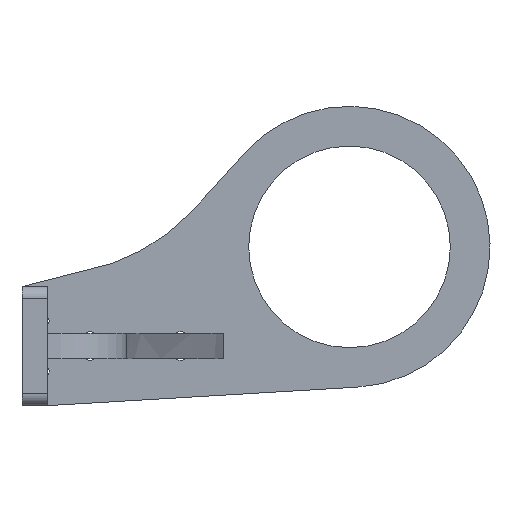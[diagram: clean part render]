
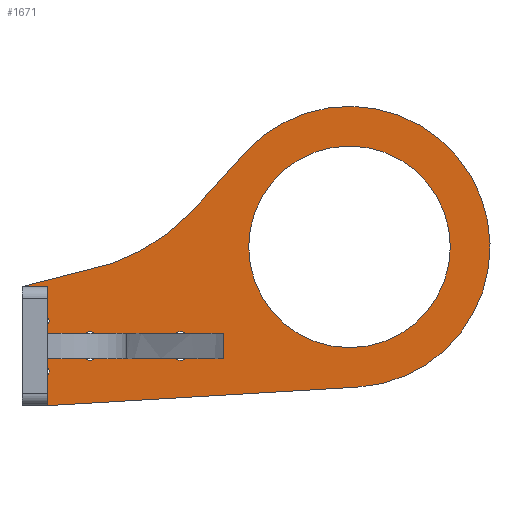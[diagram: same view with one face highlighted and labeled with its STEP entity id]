
A CAD part, front view. The second image highlights one B-rep face of the part: STEP entity #1671.
In plain terms, the highlighted planar face has unit normal (0, -1, 0).
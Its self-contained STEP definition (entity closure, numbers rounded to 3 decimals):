
#26=(
BOUNDED_CURVE()
B_SPLINE_CURVE(5,(#2957,#2958,#2959,#2960,#2961,#2962),.UNSPECIFIED.,.F.,
 .F.)
B_SPLINE_CURVE_WITH_KNOTS((6,6),(0.,1.),.UNSPECIFIED.)
CURVE()
GEOMETRIC_REPRESENTATION_ITEM()
RATIONAL_B_SPLINE_CURVE((1.,1.,1.,1.,1.,1.))
REPRESENTATION_ITEM('')
);
#53=FACE_BOUND('',#275,.T.);
#54=FACE_BOUND('',#276,.T.);
#96=PLANE('',#1848);
#173=FACE_OUTER_BOUND('',#274,.T.);
#274=EDGE_LOOP('',(#1436,#1437,#1438,#1439,#1440,#1441,#1442,#1443,#1444,
#1445,#1446));
#275=EDGE_LOOP('',(#1447));
#276=EDGE_LOOP('',(#1448,#1449,#1450,#1451,#1452,#1453,#1454,#1455));
#430=LINE('',#2943,#593);
#431=LINE('',#2947,#594);
#432=LINE('',#2949,#595);
#433=LINE('',#2951,#596);
#434=LINE('',#2953,#597);
#435=LINE('',#2964,#598);
#436=LINE('',#2965,#599);
#437=LINE('',#2969,#600);
#438=LINE('',#2973,#601);
#439=LINE('',#2977,#602);
#440=LINE('',#2980,#603);
#593=VECTOR('',#2246,10.);
#594=VECTOR('',#2249,10.);
#595=VECTOR('',#2250,10.);
#596=VECTOR('',#2251,10.);
#597=VECTOR('',#2252,10.);
#598=VECTOR('',#2255,10.);
#599=VECTOR('',#2256,10.);
#600=VECTOR('',#2259,10.);
#601=VECTOR('',#2262,10.);
#602=VECTOR('',#2265,10.);
#603=VECTOR('',#2268,10.);
#684=CIRCLE('',#1847,3.175);
#685=CIRCLE('',#1849,3.175);
#686=CIRCLE('',#1850,3.175);
#687=CIRCLE('',#1851,70.8);
#688=CIRCLE('',#1852,50.8);
#689=CIRCLE('',#1853,3.175);
#690=CIRCLE('',#1854,3.175);
#691=CIRCLE('',#1855,3.175);
#819=VERTEX_POINT('',#2933);
#820=VERTEX_POINT('',#2935);
#821=VERTEX_POINT('',#2939);
#822=VERTEX_POINT('',#2940);
#823=VERTEX_POINT('',#2942);
#824=VERTEX_POINT('',#2944);
#825=VERTEX_POINT('',#2946);
#826=VERTEX_POINT('',#2948);
#827=VERTEX_POINT('',#2950);
#828=VERTEX_POINT('',#2952);
#829=VERTEX_POINT('',#2954);
#830=VERTEX_POINT('',#2956);
#831=VERTEX_POINT('',#2963);
#832=VERTEX_POINT('',#2966);
#833=VERTEX_POINT('',#2968);
#834=VERTEX_POINT('',#2970);
#835=VERTEX_POINT('',#2972);
#836=VERTEX_POINT('',#2974);
#837=VERTEX_POINT('',#2976);
#838=VERTEX_POINT('',#2978);
#1032=EDGE_CURVE('',#820,#819,#684,.T.);
#1034=EDGE_CURVE('',#821,#822,#685,.T.);
#1035=EDGE_CURVE('',#823,#822,#430,.T.);
#1036=EDGE_CURVE('',#823,#824,#686,.T.);
#1037=EDGE_CURVE('',#825,#824,#431,.T.);
#1038=EDGE_CURVE('',#826,#825,#432,.T.);
#1039=EDGE_CURVE('',#827,#826,#433,.T.);
#1040=EDGE_CURVE('',#827,#828,#434,.T.);
#1041=EDGE_CURVE('',#829,#828,#687,.T.);
#1042=EDGE_CURVE('',#830,#829,#26,.T.);
#1043=EDGE_CURVE('',#830,#831,#435,.T.);
#1044=EDGE_CURVE('',#821,#831,#436,.T.);
#1045=EDGE_CURVE('',#832,#832,#688,.T.);
#1046=EDGE_CURVE('',#833,#819,#437,.T.);
#1047=EDGE_CURVE('',#833,#834,#689,.T.);
#1048=EDGE_CURVE('',#835,#834,#438,.T.);
#1049=EDGE_CURVE('',#835,#836,#690,.T.);
#1050=EDGE_CURVE('',#837,#836,#439,.T.);
#1051=EDGE_CURVE('',#837,#838,#691,.T.);
#1052=EDGE_CURVE('',#820,#838,#440,.T.);
#1436=ORIENTED_EDGE('',*,*,#1034,.T.);
#1437=ORIENTED_EDGE('',*,*,#1035,.F.);
#1438=ORIENTED_EDGE('',*,*,#1036,.T.);
#1439=ORIENTED_EDGE('',*,*,#1037,.F.);
#1440=ORIENTED_EDGE('',*,*,#1038,.F.);
#1441=ORIENTED_EDGE('',*,*,#1039,.F.);
#1442=ORIENTED_EDGE('',*,*,#1040,.T.);
#1443=ORIENTED_EDGE('',*,*,#1041,.F.);
#1444=ORIENTED_EDGE('',*,*,#1042,.F.);
#1445=ORIENTED_EDGE('',*,*,#1043,.T.);
#1446=ORIENTED_EDGE('',*,*,#1044,.F.);
#1447=ORIENTED_EDGE('',*,*,#1045,.F.);
#1448=ORIENTED_EDGE('',*,*,#1032,.T.);
#1449=ORIENTED_EDGE('',*,*,#1046,.F.);
#1450=ORIENTED_EDGE('',*,*,#1047,.T.);
#1451=ORIENTED_EDGE('',*,*,#1048,.F.);
#1452=ORIENTED_EDGE('',*,*,#1049,.T.);
#1453=ORIENTED_EDGE('',*,*,#1050,.F.);
#1454=ORIENTED_EDGE('',*,*,#1051,.T.);
#1455=ORIENTED_EDGE('',*,*,#1052,.F.);
#1671=ADVANCED_FACE('',(#173,#53,#54),#96,.F.);
#1847=AXIS2_PLACEMENT_3D('',#2936,#2239,#2240);
#1848=AXIS2_PLACEMENT_3D('',#2938,#2242,#2243);
#1849=AXIS2_PLACEMENT_3D('',#2941,#2244,#2245);
#1850=AXIS2_PLACEMENT_3D('',#2945,#2247,#2248);
#1851=AXIS2_PLACEMENT_3D('',#2955,#2253,#2254);
#1852=AXIS2_PLACEMENT_3D('',#2967,#2257,#2258);
#1853=AXIS2_PLACEMENT_3D('',#2971,#2260,#2261);
#1854=AXIS2_PLACEMENT_3D('',#2975,#2263,#2264);
#1855=AXIS2_PLACEMENT_3D('',#2979,#2266,#2267);
#2239=DIRECTION('center_axis',(0.,1.,0.));
#2240=DIRECTION('ref_axis',(-1.,0.,0.));
#2242=DIRECTION('center_axis',(0.,1.,0.));
#2243=DIRECTION('ref_axis',(-1.,0.,0.));
#2244=DIRECTION('center_axis',(0.,1.,0.));
#2245=DIRECTION('ref_axis',(-1.,0.,0.));
#2246=DIRECTION('',(0.,0.,1.));
#2247=DIRECTION('center_axis',(0.,1.,0.));
#2248=DIRECTION('ref_axis',(-1.,0.,0.));
#2249=DIRECTION('',(1.,0.,0.));
#2250=DIRECTION('',(0.,0.,1.));
#2251=DIRECTION('',(-1.,0.,0.));
#2252=DIRECTION('',(0.998,0.,0.059));
#2253=DIRECTION('center_axis',(0.,1.,0.));
#2254=DIRECTION('ref_axis',(-1.,0.,0.));
#2255=DIRECTION('',(0.,0.,-1.));
#2256=DIRECTION('',(-1.,0.,0.));
#2257=DIRECTION('center_axis',(0.,-1.,0.));
#2258=DIRECTION('ref_axis',(-1.,0.,0.));
#2259=DIRECTION('',(-1.,0.,0.));
#2260=DIRECTION('center_axis',(0.,1.,0.));
#2261=DIRECTION('ref_axis',(-1.,0.,0.));
#2262=DIRECTION('',(0.,0.,1.));
#2263=DIRECTION('center_axis',(0.,1.,0.));
#2264=DIRECTION('ref_axis',(-1.,0.,0.));
#2265=DIRECTION('',(1.,0.,0.));
#2266=DIRECTION('center_axis',(0.,1.,0.));
#2267=DIRECTION('ref_axis',(-1.,0.,0.));
#2268=DIRECTION('',(0.,0.,-1.));
#2933=CARTESIAN_POINT('',(36.64,457.2,-23.65));
#2935=CARTESIAN_POINT('',(32.15,457.2,-28.14));
#2936=CARTESIAN_POINT('Origin',(34.395,457.2,-25.895));
#2938=CARTESIAN_POINT('Origin',(117.9,457.2,15.4));
#2939=CARTESIAN_POINT('',(8.21,457.2,-15.));
#2940=CARTESIAN_POINT('',(12.7,457.2,-19.49));
#2941=CARTESIAN_POINT('Origin',(10.455,457.2,-17.245));
#2942=CARTESIAN_POINT('',(12.7,457.2,-40.51));
#2943=CARTESIAN_POINT('',(12.7,457.2,-45.));
#2944=CARTESIAN_POINT('',(8.21,457.2,-45.));
#2945=CARTESIAN_POINT('Origin',(10.455,457.2,-42.755));
#2946=CARTESIAN_POINT('',(0.,457.2,-45.));
#2947=CARTESIAN_POINT('',(0.,457.2,-45.));
#2948=CARTESIAN_POINT('',(0.,457.2,-60.));
#2949=CARTESIAN_POINT('',(0.,457.2,-60.));
#2950=CARTESIAN_POINT('',(12.7,457.2,-60.));
#2951=CARTESIAN_POINT('',(12.7,457.2,-60.));
#2952=CARTESIAN_POINT('',(169.211,457.2,-50.675));
#2953=CARTESIAN_POINT('',(12.7,457.2,-60.));
#2954=CARTESIAN_POINT('',(112.551,457.2,67.557));
#2955=CARTESIAN_POINT('Origin',(165.,457.2,20.));
#2956=CARTESIAN_POINT('',(0.,457.2,0.));
#2957=CARTESIAN_POINT('Ctrl Pts',(0.,457.2,0.));
#2958=CARTESIAN_POINT('Ctrl Pts',(53.972,457.2,10.));
#2959=CARTESIAN_POINT('Ctrl Pts',(70.,457.2,20.));
#2960=CARTESIAN_POINT('Ctrl Pts',(82.5,457.2,32.007));
#2961=CARTESIAN_POINT('Ctrl Pts',(97.249,457.2,52.007));
#2962=CARTESIAN_POINT('Ctrl Pts',(112.551,457.2,67.557));
#2963=CARTESIAN_POINT('',(0.,457.2,-15.));
#2964=CARTESIAN_POINT('',(0.,457.2,0.));
#2965=CARTESIAN_POINT('',(12.7,457.2,-15.));
#2966=CARTESIAN_POINT('',(215.8,457.2,20.));
#2967=CARTESIAN_POINT('Origin',(165.,457.2,20.));
#2968=CARTESIAN_POINT('',(77.66,457.2,-23.65));
#2969=CARTESIAN_POINT('',(82.15,457.2,-23.65));
#2970=CARTESIAN_POINT('',(82.15,457.2,-28.14));
#2971=CARTESIAN_POINT('Origin',(79.905,457.2,-25.895));
#2972=CARTESIAN_POINT('',(82.15,457.2,-31.86));
#2973=CARTESIAN_POINT('',(82.15,457.2,-36.35));
#2974=CARTESIAN_POINT('',(77.66,457.2,-36.35));
#2975=CARTESIAN_POINT('Origin',(79.905,457.2,-34.105));
#2976=CARTESIAN_POINT('',(36.64,457.2,-36.35));
#2977=CARTESIAN_POINT('',(32.15,457.2,-36.35));
#2978=CARTESIAN_POINT('',(32.15,457.2,-31.86));
#2979=CARTESIAN_POINT('Origin',(34.395,457.2,-34.105));
#2980=CARTESIAN_POINT('',(32.15,457.2,-23.65));
